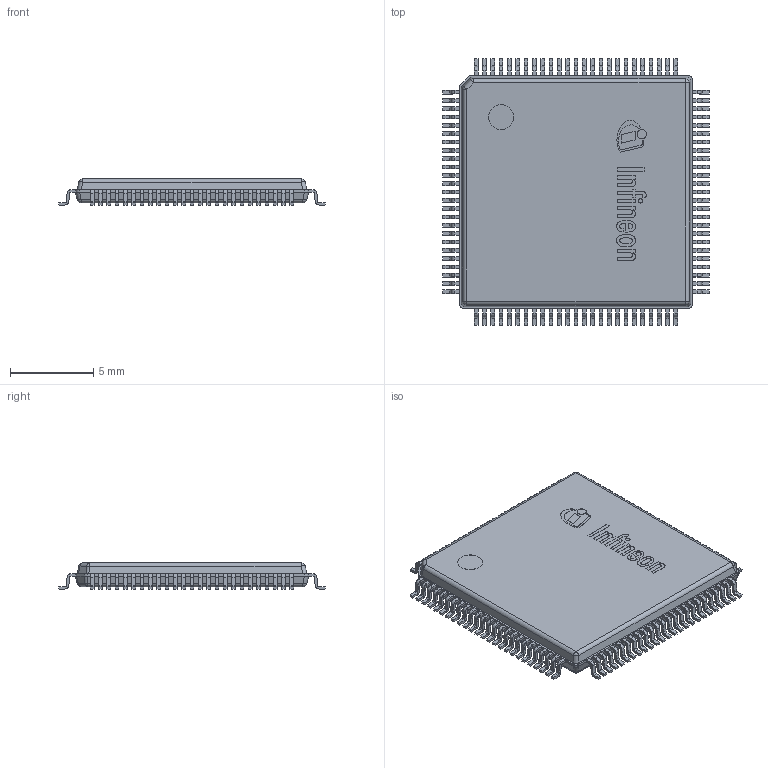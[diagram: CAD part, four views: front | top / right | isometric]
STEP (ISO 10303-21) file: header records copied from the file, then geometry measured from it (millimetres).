
FILE_DESCRIPTION(/* description */ (''),/* implementation_level */ '2;1');
FILE_NAME(/* name */ 'PG-TQFP-100-5_Z8B00006025_V10_3D.stp',/* time_stamp */ '2023-10-06T15:29:44+06:00',/* author */ ('Subramani'),/* organization */ (''),/* preprocessor_version */ 'ST-DEVELOPER v16.13',/* originating_system */ 'AutoCAD Mechanical',/* authorisation */ '');
FILE_SCHEMA (('AUTOMOTIVE_DESIGN { 1 0 10303 214 3 1 1 }'));
Length unit declared in the file: millimetre
Products named in the file (1): Product
Bounding box: 16 x 16 x 1.61 mm (x, y, z)
Volume: 279.7 mm3; surface area: 1360.6 mm2
Topology: 116 solids, 116 shells, 1577 faces, 3998 edges, 2655 vertices
Faces by surface type: plane 1116, cylinder 432, bspline 18, sphere 10, torus 1
Full cylindrical faces by diameter (mm): 0.266 x1, 0.548 x1, 1.5 x3
Entity records: 47397 total; most frequent: CARTESIAN_POINT 8595, ORIENTED_EDGE 7984, DIRECTION 7941, EDGE_CURVE 3992, LINE 3091, VECTOR 3091, VERTEX_POINT 2655, AXIS2_PLACEMENT_3D 2425
